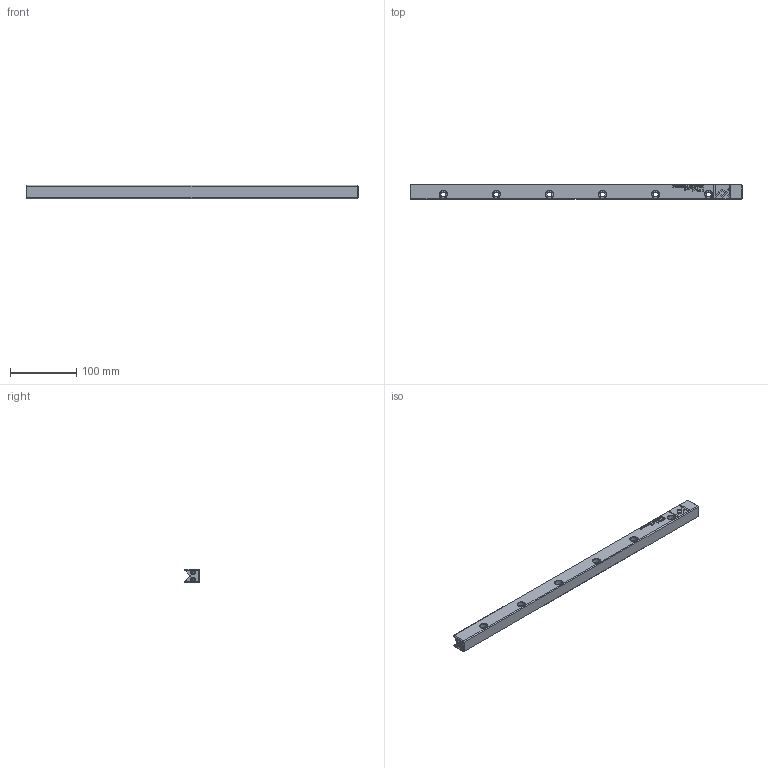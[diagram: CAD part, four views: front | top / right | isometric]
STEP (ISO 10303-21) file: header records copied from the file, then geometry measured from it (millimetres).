
FILE_DESCRIPTION(/* description */ (''),/* implementation_level */ '2;1');
FILE_NAME(/* name */ 'Rail M-4020x500.stp',/* time_stamp */ '2025-01-24T15:53:55+01:00',/* author */ (''),/* organization */ (''),/* preprocessor_version */ 'ST-DEVELOPER v16.7',/* originating_system */ 'SIEMENS PLM Software NX 12.0',/* authorisation */ '');
FILE_SCHEMA (('AUTOMOTIVE_DESIGN { 1 0 10303 214 3 1 1 1 }'));
Length unit declared in the file: millimetre
Products named in the file (1): Rail M-4020x500_step_stp
Bounding box: 500 x 22.5 x 20 mm (x, y, z)
Volume: 174893.6 mm3; surface area: 50261.9 mm2
Topology: 1 solids, 1 shells, 359 faces, 970 edges, 642 vertices
Faces by surface type: plane 231, bspline 90, cone 20, cylinder 18
Full cylindrical faces by diameter (mm): 4.2 x4, 7.5 x6, 11.5 x6
Entity records: 13366 total; most frequent: CARTESIAN_POINT 3172, ORIENTED_EDGE 1828, DIRECTION 1316, EDGE_CURVE 914, LINE 672, VECTOR 672, VERTEX_POINT 626, EDGE_LOOP 436
